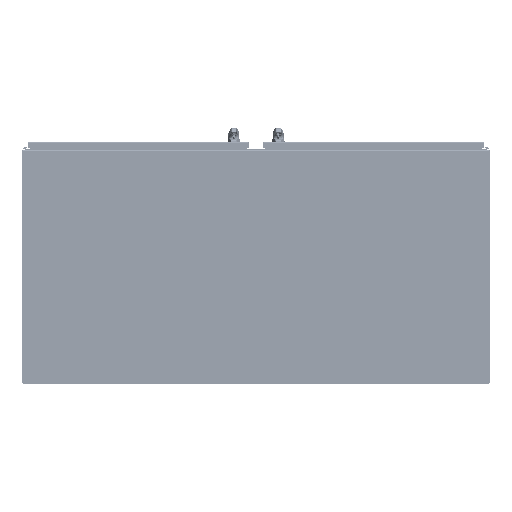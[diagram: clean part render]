
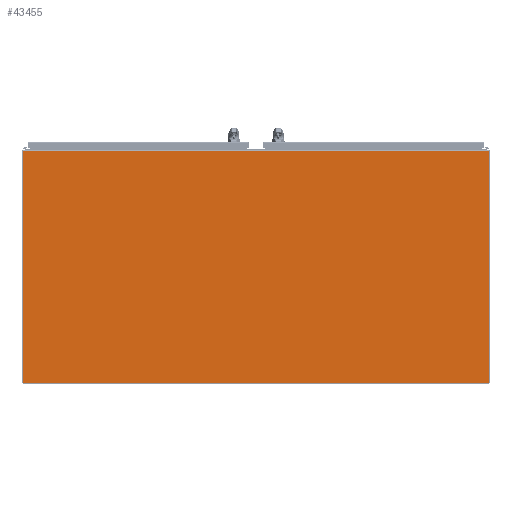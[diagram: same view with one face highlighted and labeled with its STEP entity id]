
A CAD part, front view. The second image highlights one B-rep face of the part: STEP entity #43455.
In plain terms, the highlighted face is planar.
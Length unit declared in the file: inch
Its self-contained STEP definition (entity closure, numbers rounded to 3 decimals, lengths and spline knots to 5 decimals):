
#11807 = EDGE_LOOP ( 'NONE', ( #100055, #44565, #98249, #45813 ) ) ;
#18134 = VECTOR ( 'NONE', #129782, 39.37008 ) ;
#21689 = VECTOR ( 'NONE', #32525, 39.37008 ) ;
#32525 = DIRECTION ( 'NONE',  ( 1., 0., 0. ) ) ;
#33439 = CARTESIAN_POINT ( 'NONE',  ( 71.42915, 34.7669, 0.125 ) ) ;
#34107 = DIRECTION ( 'NONE',  ( 0., -1., 0. ) ) ;
#43455 = ADVANCED_FACE ( 'NONE', ( #52604 ), #50832, .T. ) ;
#43678 = EDGE_CURVE ( 'NONE', #83191, #137207, #105789, .T. ) ;
#44565 = ORIENTED_EDGE ( 'NONE', *, *, #65030, .F. ) ;
#45813 = ORIENTED_EDGE ( 'NONE', *, *, #43678, .F. ) ;
#48588 = CARTESIAN_POINT ( 'NONE',  ( -0.44585, 34.7669, 0.125 ) ) ;
#50832 = PLANE ( 'NONE',  #76732 ) ;
#52604 = FACE_OUTER_BOUND ( 'NONE', #11807, .T. ) ;
#65030 = EDGE_CURVE ( 'NONE', #136796, #66630, #85409, .T. ) ;
#66630 = VERTEX_POINT ( 'NONE', #90206 ) ;
#76585 = CARTESIAN_POINT ( 'NONE',  ( -0.44585, -1.07685, 0.125 ) ) ;
#76732 = AXIS2_PLACEMENT_3D ( 'NONE', #100214, #101312, #101589 ) ;
#78552 = DIRECTION ( 'NONE',  ( 1., 0., 0. ) ) ;
#80279 = LINE ( 'NONE', #142708, #21689 ) ;
#83191 = VERTEX_POINT ( 'NONE', #76585 ) ;
#85409 = LINE ( 'NONE', #33439, #114376 ) ;
#89160 = LINE ( 'NONE', #133160, #140561 ) ;
#90206 = CARTESIAN_POINT ( 'NONE',  ( 71.42915, -1.07685, 0.125 ) ) ;
#95962 = CARTESIAN_POINT ( 'NONE',  ( 71.42915, 34.7669, 0.125 ) ) ;
#98249 = ORIENTED_EDGE ( 'NONE', *, *, #135772, .F. ) ;
#100055 = ORIENTED_EDGE ( 'NONE', *, *, #126371, .T. ) ;
#100214 = CARTESIAN_POINT ( 'NONE',  ( 35.49165, 16.8294, 0.125 ) ) ;
#101312 = DIRECTION ( 'NONE',  ( 0., 0., 1. ) ) ;
#101589 = DIRECTION ( 'NONE',  ( 1., 0., 0. ) ) ;
#105789 = LINE ( 'NONE', #130458, #18134 ) ;
#114376 = VECTOR ( 'NONE', #34107, 39.37008 ) ;
#126371 = EDGE_CURVE ( 'NONE', #83191, #66630, #80279, .T. ) ;
#129782 = DIRECTION ( 'NONE',  ( 0., 1., 0. ) ) ;
#130458 = CARTESIAN_POINT ( 'NONE',  ( -0.44585, -1.1081, 0.125 ) ) ;
#133160 = CARTESIAN_POINT ( 'NONE',  ( -0.44585, 34.7669, 0.125 ) ) ;
#135772 = EDGE_CURVE ( 'NONE', #137207, #136796, #89160, .T. ) ;
#136796 = VERTEX_POINT ( 'NONE', #95962 ) ;
#137207 = VERTEX_POINT ( 'NONE', #48588 ) ;
#140561 = VECTOR ( 'NONE', #78552, 39.37008 ) ;
#142708 = CARTESIAN_POINT ( 'NONE',  ( 17.5229, -1.07685, 0.125 ) ) ;
